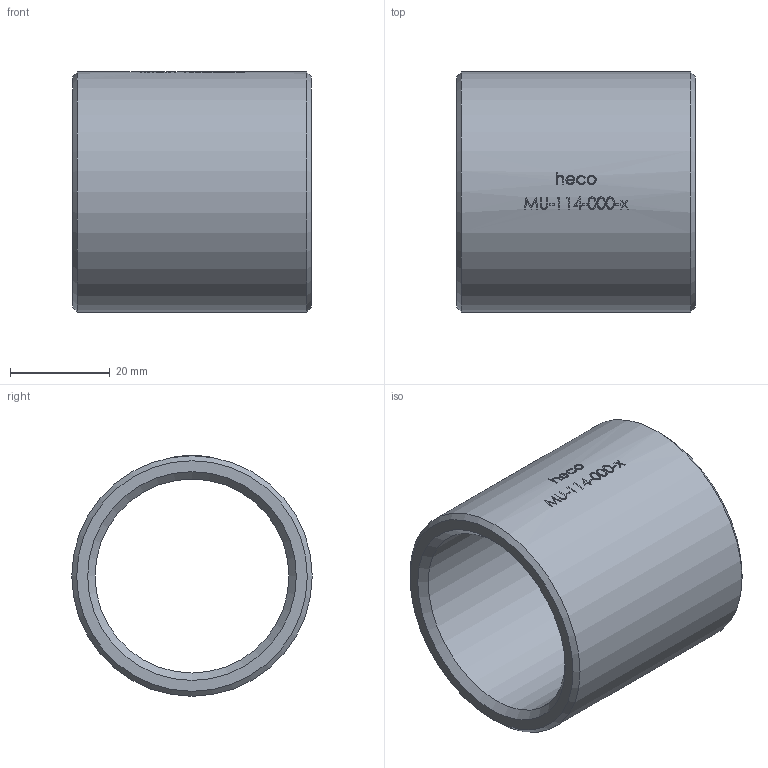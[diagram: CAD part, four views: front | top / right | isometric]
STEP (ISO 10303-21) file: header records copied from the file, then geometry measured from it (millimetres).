
FILE_DESCRIPTION (( 'STEP AP214' ), '1' );
FILE_NAME ('MU-114-000-x Muffe 2305.STEP', '2023-05-03T11:34:15', ( '' ), ( '' ), 'SwSTEP 2.0', 'SolidWorks 2019', '' );
FILE_SCHEMA (( 'AUTOMOTIVE_DESIGN' ));
Length unit declared in the file: millimetre
Products named in the file (1): MU-114-000-x Muffe 2305
Bounding box: 48 x 48.3 x 48.31 mm (x, y, z)
Volume: 30330.5 mm3; surface area: 14056.7 mm2
Topology: 1 solids, 1 shells, 180 faces, 464 edges, 308 vertices
Faces by surface type: plane 83, bspline 69, cylinder 24, cone 4
Full cylindrical faces by diameter (mm): 38.95 x1, 48.3 x1
Entity records: 9784 total; most frequent: CARTESIAN_POINT 4060, ORIENTED_EDGE 916, DIRECTION 554, EDGE_CURVE 458, VERTEX_POINT 308, LINE 218, VECTOR 218, EDGE_LOOP 210
